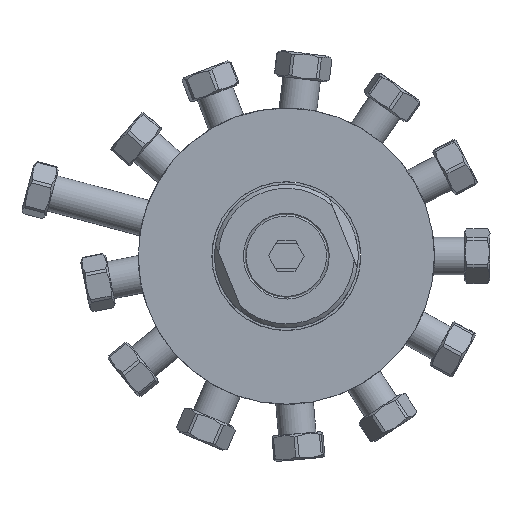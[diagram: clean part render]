
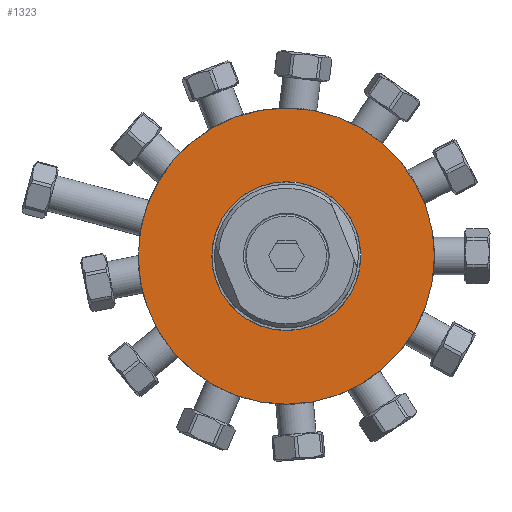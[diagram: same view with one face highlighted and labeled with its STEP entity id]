
A CAD part, left-side view. The second image highlights one B-rep face of the part: STEP entity #1323.
In plain terms, the highlighted planar face has unit normal (-1, 0, 0).
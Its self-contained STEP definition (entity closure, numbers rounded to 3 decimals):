
#767=CARTESIAN_POINT('',(6.35,18.986,0.0));
#768=VERTEX_POINT('',#767);
#769=CARTESIAN_POINT('',(6.35,0.,0.0));
#770=DIRECTION('',(1.0,0.0,0.0));
#771=DIRECTION('',(0.0,1.0,0.0));
#772=AXIS2_PLACEMENT_3D('',#769,#770,#771);
#773=CIRCLE('',#772,18.986);
#774=EDGE_CURVE('',#768,#768,#773,.T.);
#1304=CARTESIAN_POINT('',(6.35,14.256,0.0));
#1305=DIRECTION('',(-1.0,0.0,0.0));
#1306=DIRECTION('',(0.0,0.0,1.0));
#1307=AXIS2_PLACEMENT_3D('',#1304,#1305,#1306);
#1308=PLANE('',#1307);
#1309=ORIENTED_EDGE('',*,*,#774,.F.);
#1310=EDGE_LOOP('',(#1309));
#1311=FACE_OUTER_BOUND('',#1310,.T.);
#1312=CARTESIAN_POINT('',(6.35,9.55,0.));
#1313=VERTEX_POINT('',#1312);
#1314=CARTESIAN_POINT('',(6.35,0.,0.0));
#1315=DIRECTION('',(-1.0,0.0,0.0));
#1316=DIRECTION('',(0.0,-1.0,0.0));
#1317=AXIS2_PLACEMENT_3D('',#1314,#1315,#1316);
#1318=CIRCLE('',#1317,9.55);
#1319=EDGE_CURVE('',#1313,#1313,#1318,.T.);
#1320=ORIENTED_EDGE('',*,*,#1319,.F.);
#1321=EDGE_LOOP('',(#1320));
#1322=FACE_BOUND('',#1321,.T.);
#1323=ADVANCED_FACE('',(#1311,#1322),#1308,.T.);
